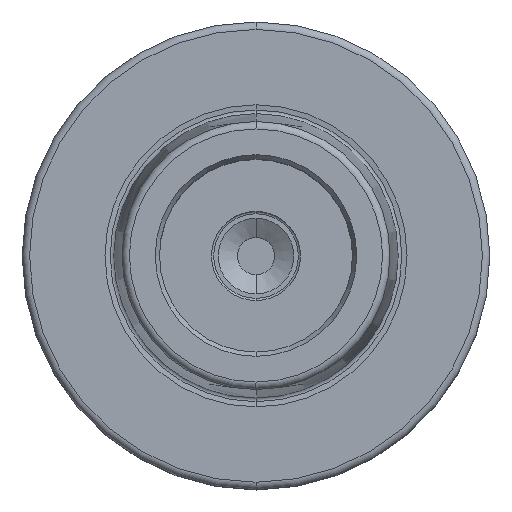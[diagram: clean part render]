
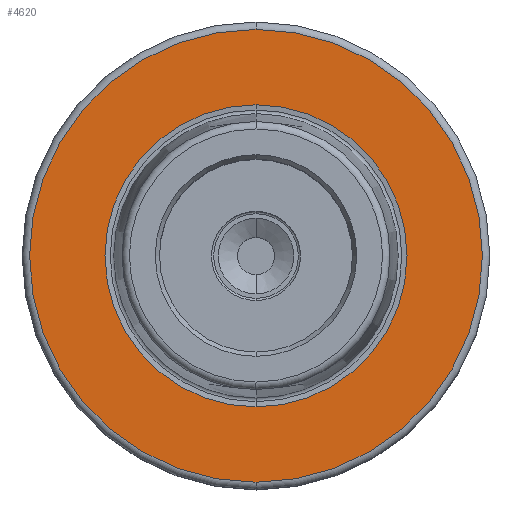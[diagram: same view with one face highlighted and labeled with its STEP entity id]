
A CAD part, top view. The second image highlights one B-rep face of the part: STEP entity #4620.
In plain terms, the highlighted planar face has unit normal (0, 0, 1).
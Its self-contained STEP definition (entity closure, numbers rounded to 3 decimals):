
#168=CARTESIAN_POINT('',(0,0,26));
#169=DIRECTION('',(0,0,1));
#170=DIRECTION('',(0,1,0));
#171=AXIS2_PLACEMENT_3D('',#168,#169,#170);
#173=CARTESIAN_POINT('',(0,0,26));
#174=DIRECTION('',(0,0,1));
#175=DIRECTION('',(0,-1,0));
#176=AXIS2_PLACEMENT_3D('',#173,#174,#175);
#186=CARTESIAN_POINT('',(0,0,26));
#187=DIRECTION('',(0,0,1));
#188=DIRECTION('',(0,1,0));
#189=AXIS2_PLACEMENT_3D('',#186,#187,#188);
#191=CARTESIAN_POINT('',(0,0,26));
#192=DIRECTION('',(0,0,-1));
#193=DIRECTION('',(0,1,0));
#194=AXIS2_PLACEMENT_3D('',#191,#192,#193);
#3754=CARTESIAN_POINT('',(0,20.344,26));
#3756=VERTEX_POINT('',#3754);
#3784=CARTESIAN_POINT('',(0,-20.344,26));
#3786=VERTEX_POINT('',#3784);
#3830=CARTESIAN_POINT('',(0,30.5,26));
#3831=CARTESIAN_POINT('',(0,-30.5,26));
#3832=VERTEX_POINT('',#3830);
#3833=VERTEX_POINT('',#3831);
#4604=CARTESIAN_POINT('',(0,0,26));
#4605=DIRECTION('',(0,0,-1));
#4606=DIRECTION('',(0,-1,0));
#4607=AXIS2_PLACEMENT_3D('',#4604,#4605,#4606);
#4608=PLANE('',#4607);
#4610=ORIENTED_EDGE('',*,*,#4609,.F.);
#4611=ORIENTED_EDGE('',*,*,#4594,.F.);
#4612=EDGE_LOOP('',(#4610,#4611));
#4613=FACE_OUTER_BOUND('',#4612,.F.);
#4615=ORIENTED_EDGE('',*,*,#4614,.T.);
#4617=ORIENTED_EDGE('',*,*,#4616,.F.);
#4618=EDGE_LOOP('',(#4615,#4617));
#4619=FACE_BOUND('',#4618,.F.);
#4620=ADVANCED_FACE('',(#4613,#4619),#4608,.F.);
#172=CIRCLE('',#171,30.5);
#177=CIRCLE('',#176,30.5);
#190=CIRCLE('',#189,20.344);
#195=CIRCLE('',#194,20.344);
#4594=EDGE_CURVE('',#3833,#3832,#177,.T.);
#4609=EDGE_CURVE('',#3832,#3833,#172,.T.);
#4614=EDGE_CURVE('',#3756,#3786,#190,.T.);
#4616=EDGE_CURVE('',#3756,#3786,#195,.T.);
